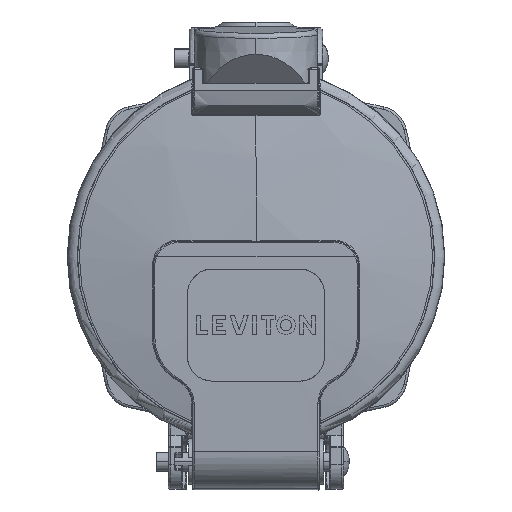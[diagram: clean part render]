
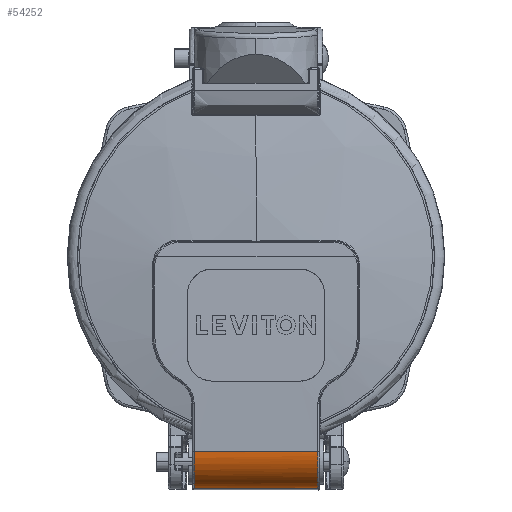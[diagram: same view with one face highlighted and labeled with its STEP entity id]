
A CAD part, top view. The second image highlights one B-rep face of the part: STEP entity #54252.
In plain terms, the highlighted cylindrical face has radius 8 mm (diameter 16 mm), a partial arc.
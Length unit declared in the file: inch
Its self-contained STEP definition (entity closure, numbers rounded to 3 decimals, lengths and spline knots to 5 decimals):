
#3466 = CARTESIAN_POINT ( 'NONE',  ( 0.49666, -0.54209, 3.14246 ) ) ;
#5923 = CARTESIAN_POINT ( 'NONE',  ( 0.49665, -0.53754, 3.14697 ) ) ;
#7154 = CARTESIAN_POINT ( 'NONE',  ( 0.49649, -0.47746, 3.19538 ) ) ;
#9277 = CARTESIAN_POINT ( 'NONE',  ( -0.50728, -0.59525, 3.07042 ) ) ;
#11685 = CARTESIAN_POINT ( 'NONE',  ( -0.49645, -0.43544, 3.21462 ) ) ;
#13310 = DIRECTION ( 'NONE',  ( 0., -0.001, -1. ) ) ;
#18078 = FACE_OUTER_BOUND ( 'NONE', #169816, .T. ) ;
#24819 = CARTESIAN_POINT ( 'NONE',  ( 0.49666, -0.53965, 3.1449 ) ) ;
#25469 = DIRECTION ( 'NONE',  ( 1., 0., 0. ) ) ;
#25523 = ORIENTED_EDGE ( 'NONE', *, *, #120262, .F. ) ;
#26037 = CARTESIAN_POINT ( 'NONE',  ( 0.49723, -0.62555, 2.99138 ) ) ;
#26894 = CARTESIAN_POINT ( 'NONE',  ( 0.49644, -0.33588, 3.23574 ) ) ;
#27256 = CARTESIAN_POINT ( 'NONE',  ( 0.49688, -0.58967, 3.08145 ) ) ;
#28524 = CARTESIAN_POINT ( 'NONE',  ( 0.49675, -0.56456, 3.11725 ) ) ;
#28637 = CIRCLE ( 'NONE', #48712, 0.31496 ) ;
#31799 = CARTESIAN_POINT ( 'NONE',  ( -0.49656, -0.50531, 3.17579 ) ) ;
#33213 = CYLINDRICAL_SURFACE ( 'NONE', #211603, 0.31496 ) ;
#47347 = CARTESIAN_POINT ( 'NONE',  ( 0.49741, -0.63156, 2.94911 ) ) ;
#48712 = AXIS2_PLACEMENT_3D ( 'NONE', #204369, #185525, #13310 ) ;
#53168 = CARTESIAN_POINT ( 'NONE',  ( -0.49642, -0.38601, 3.22988 ) ) ;
#54252 = ADVANCED_FACE ( 'NONE', ( #18078 ), #33213, .T. ) ;
#60153 = EDGE_CURVE ( 'NONE', #189604, #84499, #206680, .T. ) ;
#62498 = CARTESIAN_POINT ( 'NONE',  ( 0.49656, -0.50961, 3.17408 ) ) ;
#63296 = CARTESIAN_POINT ( 'NONE',  ( -0.49642, -0.3608, 3.23431 ) ) ;
#63847 = VECTOR ( 'NONE', #85967, 39.37008 ) ;
#80180 = CARTESIAN_POINT ( 'NONE',  ( 0.49642, -0.40877, 3.22516 ) ) ;
#80553 = ORIENTED_EDGE ( 'NONE', *, *, #142409, .T. ) ;
#80846 = CARTESIAN_POINT ( 'NONE',  ( -0.82185, -0.31783, 2.9213 ) ) ;
#82147 = ORIENTED_EDGE ( 'NONE', *, *, #146162, .F. ) ;
#84499 = VERTEX_POINT ( 'NONE', #26894 ) ;
#85967 = DIRECTION ( 'NONE',  ( 1., 0., 0. ) ) ;
#87340 = EDGE_CURVE ( 'NONE', #189604, #139345, #156857, .T. ) ;
#89633 = ORIENTED_EDGE ( 'NONE', *, *, #60153, .F. ) ;
#96734 = ORIENTED_EDGE ( 'NONE', *, *, #184688, .T. ) ;
#102700 = CARTESIAN_POINT ( 'NONE',  ( 0.4967, -0.55108, 3.13298 ) ) ;
#103688 = VECTOR ( 'NONE', #25469, 39.37008 ) ;
#106611 = CARTESIAN_POINT ( 'NONE',  ( -0.49744, -0.59525, 3.07042 ) ) ;
#107295 = CARTESIAN_POINT ( 'NONE',  ( -0.49644, -0.33588, 3.23574 ) ) ;
#108512 = CARTESIAN_POINT ( 'NONE',  ( -0.49692, -0.59525, 3.07042 ) ) ;
#117355 = DIRECTION ( 'NONE',  ( 0., 0.001, 1. ) ) ;
#119123 = CARTESIAN_POINT ( 'NONE',  ( 0.49673, -0.55924, 3.12375 ) ) ;
#120262 = EDGE_CURVE ( 'NONE', #238899, #139345, #181518, .T. ) ;
#124075 = CARTESIAN_POINT ( 'NONE',  ( 0.49701, -0.6067, 3.04819 ) ) ;
#137415 = CARTESIAN_POINT ( 'NONE',  ( -0.82185, -0.33588, 3.23574 ) ) ;
#139345 = VERTEX_POINT ( 'NONE', #154656 ) ;
#142409 = EDGE_CURVE ( 'NONE', #238899, #247232, #28637, .T. ) ;
#146162 = EDGE_CURVE ( 'NONE', #158668, #247232, #154430, .T. ) ;
#148562 = VECTOR ( 'NONE', #234727, 39.37008 ) ;
#154430 = LINE ( 'NONE', #173266, #148562 ) ;
#154656 = CARTESIAN_POINT ( 'NONE',  ( -0.49692, -0.59525, 3.07042 ) ) ;
#156857 = B_SPLINE_CURVE_WITH_KNOTS ( 'NONE', 3,
 ( #235539, #63296, #53168, #11685, #207758, #31799, #244255, #183909, #187647, #108512 ),
 .UNSPECIFIED., .F., .F.,
 ( 4, 2, 2, 2, 4 ),
 ( 0., 0.25, 0.5, 0.75, 1. ),
 .UNSPECIFIED. ) ;
#156899 = CARTESIAN_POINT ( 'NONE',  ( 0.49665, -0.53789, 3.14662 ) ) ;
#158111 = CARTESIAN_POINT ( 'NONE',  ( 0.49732, -0.62964, 2.97073 ) ) ;
#158668 = VERTEX_POINT ( 'NONE', #229660 ) ;
#160581 = CARTESIAN_POINT ( 'NONE',  ( 0.49708, -0.61408, 3.03011 ) ) ;
#169816 = EDGE_LOOP ( 'NONE', ( #25523, #80553, #82147, #96734, #89633, #207834 ) ) ;
#173266 = CARTESIAN_POINT ( 'NONE',  ( -0.82185, -0.63156, 2.94911 ) ) ;
#175700 = CARTESIAN_POINT ( 'NONE',  ( 0.49668, -0.54696, 3.13746 ) ) ;
#179379 = CARTESIAN_POINT ( 'NONE',  ( 0.49665, -0.53741, 3.1471 ) ) ;
#181518 = LINE ( 'NONE', #9277, #63847 ) ;
#183909 = CARTESIAN_POINT ( 'NONE',  ( -0.49675, -0.56495, 3.11853 ) ) ;
#184688 = EDGE_CURVE ( 'NONE', #158668, #84499, #189758, .T. ) ;
#185525 = DIRECTION ( 'NONE',  ( 1., 0., 0. ) ) ;
#187647 = CARTESIAN_POINT ( 'NONE',  ( -0.49683, -0.58171, 3.09561 ) ) ;
#189604 = VERTEX_POINT ( 'NONE', #107295 ) ;
#189758 = B_SPLINE_CURVE_WITH_KNOTS ( 'NONE', 3,
 ( #47347, #158111, #26037, #160581, #124075, #27256, #200717, #28524, #119123, #102700, #175700, #3466, #24819, #234745, #156899, #5923, #179379, #62498, #7154, #80180, #215875, #197007 ),
 .UNSPECIFIED., .F., .F.,
 ( 4, 2, 2, 2, 2, 1, 1, 1, 1, 2, 2, 2, 4 ),
 ( 0., 0.125, 0.25, 0.375, 0.4375, 0.46875, 0.48437, 0.49219, 0.49609, 0.49805, 0.5, 0.75, 1. ),
 .UNSPECIFIED. ) ;
#197007 = CARTESIAN_POINT ( 'NONE',  ( 0.49644, -0.33588, 3.23574 ) ) ;
#200717 = CARTESIAN_POINT ( 'NONE',  ( 0.49683, -0.58003, 3.09664 ) ) ;
#204369 = CARTESIAN_POINT ( 'NONE',  ( -0.49744, -0.31783, 2.9213 ) ) ;
#206680 = LINE ( 'NONE', #137415, #103688 ) ;
#207758 = CARTESIAN_POINT ( 'NONE',  ( -0.49648, -0.45966, 3.20379 ) ) ;
#207834 = ORIENTED_EDGE ( 'NONE', *, *, #87340, .T. ) ;
#211603 = AXIS2_PLACEMENT_3D ( 'NONE', #80846, #231705, #117355 ) ;
#215875 = CARTESIAN_POINT ( 'NONE',  ( 0.49642, -0.37225, 3.23366 ) ) ;
#229660 = CARTESIAN_POINT ( 'NONE',  ( 0.49741, -0.63156, 2.94911 ) ) ;
#231705 = DIRECTION ( 'NONE',  ( 1., 0., 0. ) ) ;
#234727 = DIRECTION ( 'NONE',  ( -1., 0., 0. ) ) ;
#234745 = CARTESIAN_POINT ( 'NONE',  ( 0.49665, -0.53842, 3.14611 ) ) ;
#235539 = CARTESIAN_POINT ( 'NONE',  ( -0.49644, -0.33588, 3.23574 ) ) ;
#238899 = VERTEX_POINT ( 'NONE', #106611 ) ;
#244255 = CARTESIAN_POINT ( 'NONE',  ( -0.49661, -0.52675, 3.15862 ) ) ;
#246992 = CARTESIAN_POINT ( 'NONE',  ( -0.49744, -0.63156, 2.94911 ) ) ;
#247232 = VERTEX_POINT ( 'NONE', #246992 ) ;
